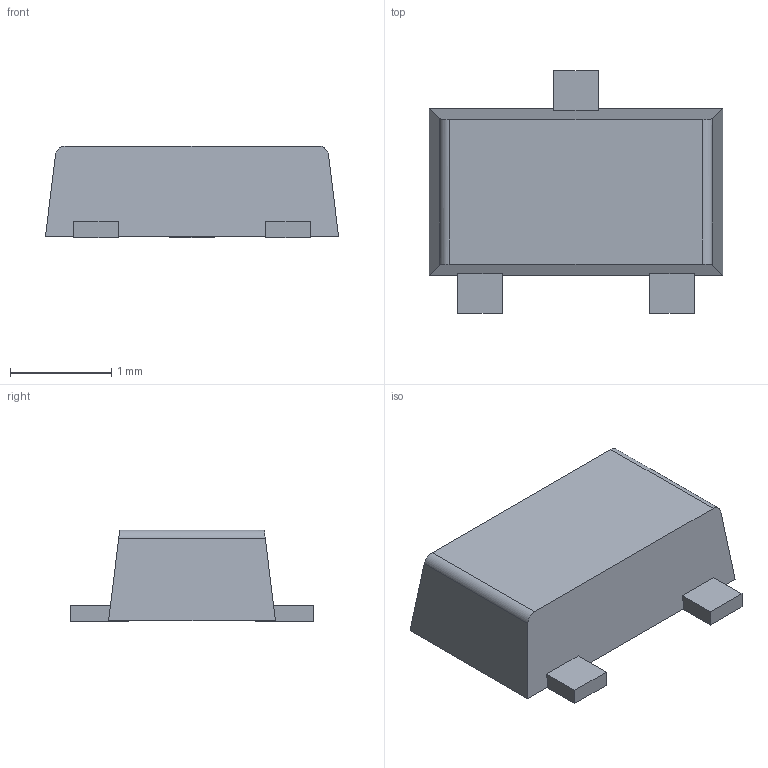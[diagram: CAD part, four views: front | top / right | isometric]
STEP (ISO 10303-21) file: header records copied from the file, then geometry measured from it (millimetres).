
FILE_DESCRIPTION(/* description */ ('Unknown'),/* implementation_level */ '2;1');
FILE_NAME(/* name */ 'SOT23F',/* time_stamp */ '2018-12-05T12:55:00+00:00',/* author */ ('Unknown'),/* organization */ ('Unknown'),/* preprocessor_version */ 'ST-DEVELOPER v16.7',/* originating_system */ 'DEX',/* authorisation */ $);
FILE_SCHEMA (('AUTOMOTIVE_DESIGN {1 0 10303 214 3 1 1}'));
Length unit declared in the file: millimetre
Products named in the file (5): SOT23F; Pin_1; Pin_3; Pin_2; Cap
Assembly tree (4 placements, depth 2):
  SOT23F
    Pin_1
    Pin_3
    Pin_2
    Cap
Bounding box: 2.9 x 2.4 x 0.91 mm (x, y, z)
Volume: 3.9 mm3; surface area: 19 mm2
Topology: 4 solids, 4 shells, 38 faces, 90 edges, 60 vertices
Faces by surface type: plane 36, cylinder 2
Entity records: 1206 total; most frequent: CARTESIAN_POINT 193, ORIENTED_EDGE 180, DIRECTION 180, EDGE_CURVE 90, LINE 86, VECTOR 86, VERTEX_POINT 60, AXIS2_PLACEMENT_3D 47
